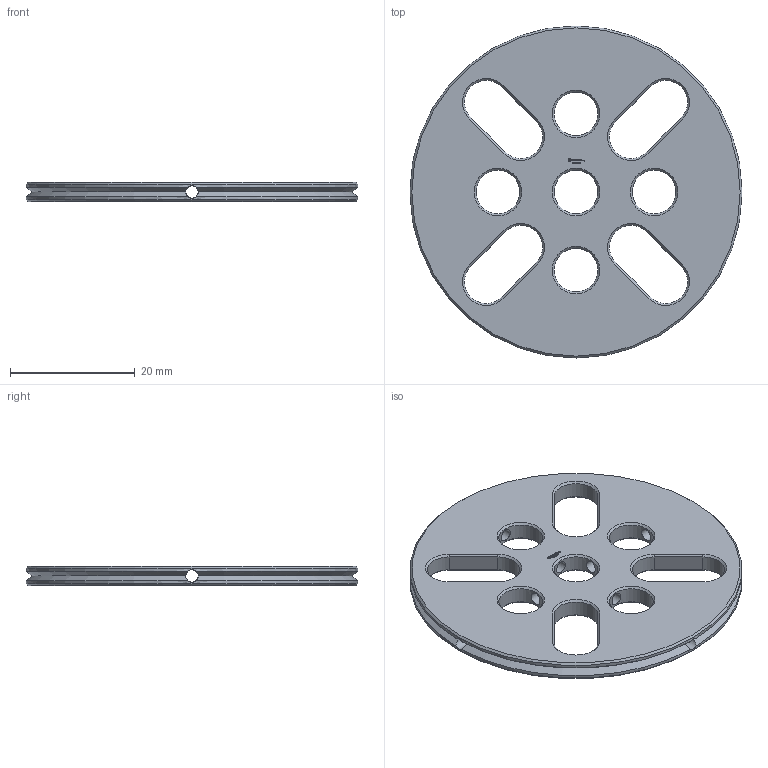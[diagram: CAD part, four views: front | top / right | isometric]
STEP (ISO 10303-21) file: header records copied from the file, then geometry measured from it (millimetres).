
FILE_DESCRIPTION(('FreeCAD Model'),'2;1');
FILE_NAME('Open CASCADE Shape Model','2023-11-14T16:15:52',(''),(''), 'Open CASCADE STEP processor 7.6','FreeCAD','Unknown');
FILE_SCHEMA(('AUTOMOTIVE_DESIGN { 1 0 10303 214 1 1 1 1 }'));
Length unit declared in the file: millimetre
Products named in the file (1): Washer FRE OCT BU04.25x00.25 - SPN-WSR-0051 (stemfie.org)
Bounding box: 53.12 x 53.12 x 3.12 mm (x, y, z)
Volume: 4799 mm3; surface area: 4992.5 mm2
Topology: 1 solids, 1 shells, 563 faces, 1573 edges, 1034 vertices
Faces by surface type: plane 338, extrusion 166, cone 36, cylinder 23
Full cylindrical faces by diameter (mm): 2 x8, 7 x5, 53.125 x2
Entity records: 41310 total; most frequent: CARTESIAN_POINT 11064, DIRECTION 4916, VECTOR 3969, LINE 3803, ORIENTED_EDGE 3146, PCURVE 3146, DEFINITIONAL_REPRESENTATION 3146, EDGE_CURVE 1573
